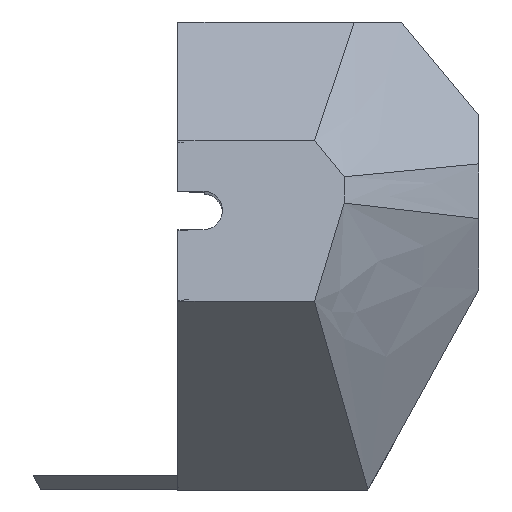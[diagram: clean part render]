
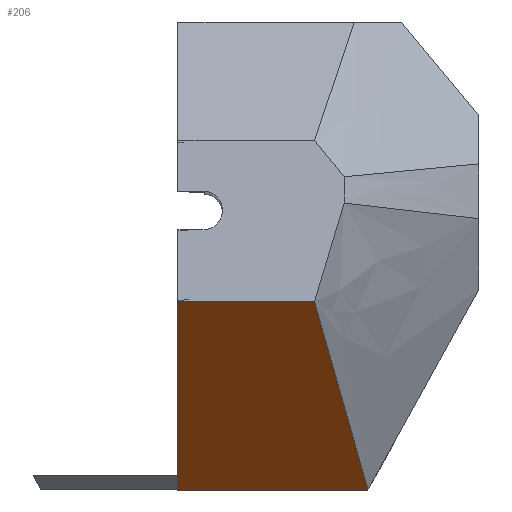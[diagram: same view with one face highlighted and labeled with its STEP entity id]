
A CAD part, left-side view. The second image highlights one B-rep face of the part: STEP entity #206.
In plain terms, the highlighted planar face has unit normal (-0.7, 0, -0.715).
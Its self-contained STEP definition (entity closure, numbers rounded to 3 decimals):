
#206=ADVANCED_FACE('',(#1859),#1861,.F.);
#1859=FACE_BOUND('',#1860,.T.);
#1860=EDGE_LOOP('',(#2745,#2746,#2747,#2748));
#1861=PLANE('',#1862);
#1862=AXIS2_PLACEMENT_3D('',#1863,#1864,#1865);
#1863=CARTESIAN_POINT('',(-64.103,12.5,4.156));
#1864=DIRECTION('',(0.7,0.,0.714));
#1865=DIRECTION('',(0.,-1.,0.));
#2745=ORIENTED_EDGE('',*,*,#3136,.T.);
#2746=ORIENTED_EDGE('',*,*,#3118,.T.);
#2747=ORIENTED_EDGE('',*,*,#3117,.F.);
#2748=ORIENTED_EDGE('',*,*,#3164,.F.);
#3117=EDGE_CURVE('',#3768,#3576,#3770,.T.);
#3118=EDGE_CURVE('',#3771,#3576,#3772,.F.);
#3136=EDGE_CURVE('',#3799,#3771,#3800,.T.);
#3164=EDGE_CURVE('',#3799,#3768,#3836,.T.);
#3576=VERTEX_POINT('',#5180);
#3768=VERTEX_POINT('',#5931);
#3770=LINE('',#5935,#5936);
#3771=VERTEX_POINT('',#5938);
#3772=LINE('',#5939,#5940);
#3799=VERTEX_POINT('',#6012);
#3800=LINE('',#6013,#6014);
#3836=LINE('',#6111,#6112);
#5180=CARTESIAN_POINT('',(-42.5,-18.5,-17.));
#5931=CARTESIAN_POINT('',(-64.103,-12.5,4.156));
#5935=CARTESIAN_POINT('',(-64.103,-12.5,4.156));
#5936=VECTOR('',#5937,1.);
#5937=DIRECTION('',(0.701,-0.195,-0.686));
#5938=CARTESIAN_POINT('',(-42.5,2.8,-17.));
#5939=CARTESIAN_POINT('',(-42.5,-18.5,-17.));
#5940=VECTOR('',#5941,1.);
#5941=DIRECTION('',(0.,1.,0.));
#6012=CARTESIAN_POINT('',(-64.103,2.8,4.156));
#6013=CARTESIAN_POINT('',(-64.103,2.8,4.156));
#6014=VECTOR('',#6015,1.);
#6015=DIRECTION('',(0.714,0.,-0.7));
#6111=CARTESIAN_POINT('',(-64.103,2.8,4.156));
#6112=VECTOR('',#6113,1.);
#6113=DIRECTION('',(0.,-1.,0.));
